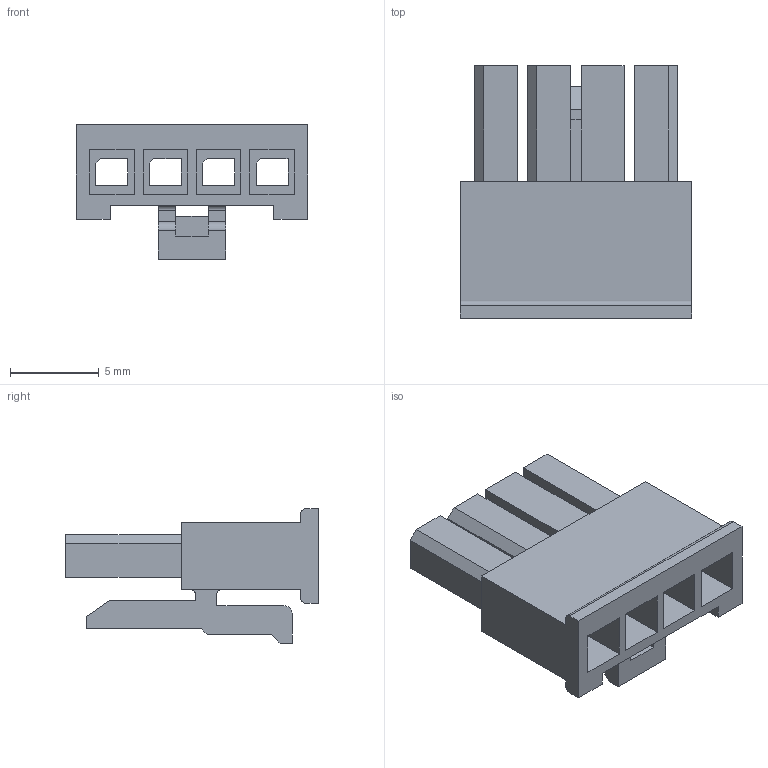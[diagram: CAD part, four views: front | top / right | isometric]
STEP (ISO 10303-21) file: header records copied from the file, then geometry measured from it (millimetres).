
FILE_DESCRIPTION((''),'2;1');
FILE_NAME('FHG30002-4P','2021-10-08T',('gongcheng6'),(''),'PRO/ENGINEER BY PARAMETRIC TECHNOLOGY CORPORATION, 2010280','PRO/ENGINEER BY PARAMETRIC TECHNOLOGY CORPORATION, 2010280','');
FILE_SCHEMA(('CONFIG_CONTROL_DESIGN'));
Length unit declared in the file: millimetre
Products named in the file (1): FHG30002-4P
Bounding box: 13 x 14.2 x 7.55 mm (x, y, z)
Volume: 342.6 mm3; surface area: 1235.1 mm2
Topology: 1 solids, 1 shells, 111 faces, 303 edges, 202 vertices
Faces by surface type: plane 102, cylinder 9
Entity records: 3513 total; most frequent: CARTESIAN_POINT 616, ORIENTED_EDGE 606, DIRECTION 543, EDGE_CURVE 303, VECTOR 285, LINE 285, VERTEX_POINT 202, AXIS2_PLACEMENT_3D 129
